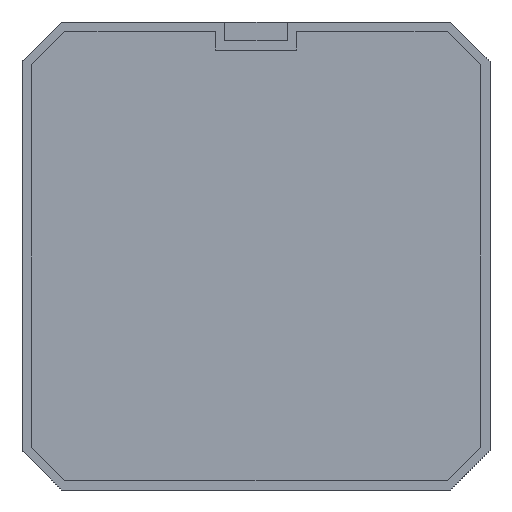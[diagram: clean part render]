
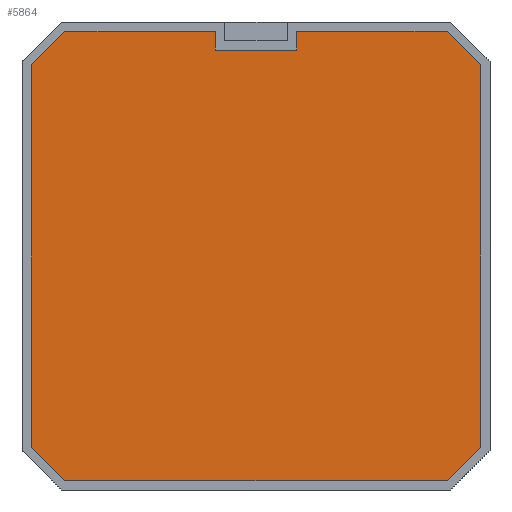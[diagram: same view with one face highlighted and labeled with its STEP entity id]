
A CAD part, front view. The second image highlights one B-rep face of the part: STEP entity #5864.
In plain terms, the highlighted planar face has unit normal (0, -1, 0).
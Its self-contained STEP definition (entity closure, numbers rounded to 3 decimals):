
#132 = VERTEX_POINT ( 'NONE', #4917 ) ;
#145 = ORIENTED_EDGE ( 'NONE', *, *, #5933, .T. ) ;
#146 = CARTESIAN_POINT ( 'NONE',  ( 7.2, -0.01, 0. ) ) ;
#236 = EDGE_CURVE ( 'NONE', #132, #8976, #1160, .T. ) ;
#377 = CARTESIAN_POINT ( 'NONE',  ( -1.3, -0.01, 6.6 ) ) ;
#443 = EDGE_CURVE ( 'NONE', #10494, #8899, #1801, .T. ) ;
#597 = ORIENTED_EDGE ( 'NONE', *, *, #9396, .T. ) ;
#609 = EDGE_CURVE ( 'NONE', #8899, #3851, #4378, .T. ) ;
#738 = VERTEX_POINT ( 'NONE', #3060 ) ;
#744 = DIRECTION ( 'NONE',  ( 0., 0., -1. ) ) ;
#1160 = LINE ( 'NONE', #10558, #9069 ) ;
#1172 = ORIENTED_EDGE ( 'NONE', *, *, #443, .T. ) ;
#1302 = CARTESIAN_POINT ( 'NONE',  ( 0., -0.01, 7.2 ) ) ;
#1323 = EDGE_LOOP ( 'NONE', ( #3788, #597, #145, #2657, #3315, #8922, #4968, #2249, #7149, #8390, #3055, #1172 ) ) ;
#1337 = EDGE_CURVE ( 'NONE', #1595, #9045, #10634, .T. ) ;
#1595 = VERTEX_POINT ( 'NONE', #9878 ) ;
#1732 = CARTESIAN_POINT ( 'NONE',  ( -6.126, -0.01, -7.2 ) ) ;
#1801 = LINE ( 'NONE', #8179, #6844 ) ;
#1842 = CARTESIAN_POINT ( 'NONE',  ( -6.126, -0.01, 7.2 ) ) ;
#2034 = CARTESIAN_POINT ( 'NONE',  ( -7.2, -0.01, 6.126 ) ) ;
#2064 = LINE ( 'NONE', #5521, #8032 ) ;
#2080 = AXIS2_PLACEMENT_3D ( 'NONE', #4052, #3956, #744 ) ;
#2249 = ORIENTED_EDGE ( 'NONE', *, *, #6697, .T. ) ;
#2379 = VERTEX_POINT ( 'NONE', #2034 ) ;
#2657 = ORIENTED_EDGE ( 'NONE', *, *, #1337, .T. ) ;
#2694 = CARTESIAN_POINT ( 'NONE',  ( 7.2, -0.01, 6.126 ) ) ;
#2721 = CARTESIAN_POINT ( 'NONE',  ( -7.2, -0.01, 0. ) ) ;
#2774 = VECTOR ( 'NONE', #8441, 1000. ) ;
#2826 = DIRECTION ( 'NONE',  ( 0., 0., -1. ) ) ;
#2937 = DIRECTION ( 'NONE',  ( -1., 0., 0. ) ) ;
#2965 = CARTESIAN_POINT ( 'NONE',  ( 6.126, -0.01, -7.2 ) ) ;
#3055 = ORIENTED_EDGE ( 'NONE', *, *, #7035, .T. ) ;
#3060 = CARTESIAN_POINT ( 'NONE',  ( -1.3, -0.01, 7.2 ) ) ;
#3315 = ORIENTED_EDGE ( 'NONE', *, *, #4232, .T. ) ;
#3329 = VECTOR ( 'NONE', #4549, 1000. ) ;
#3705 = VERTEX_POINT ( 'NONE', #2694 ) ;
#3743 = VECTOR ( 'NONE', #6980, 1000. ) ;
#3788 = ORIENTED_EDGE ( 'NONE', *, *, #609, .T. ) ;
#3851 = VERTEX_POINT ( 'NONE', #10138 ) ;
#3896 = DIRECTION ( 'NONE',  ( -0.707, 0., -0.707 ) ) ;
#3956 = DIRECTION ( 'NONE',  ( 0., -1., 0. ) ) ;
#4052 = CARTESIAN_POINT ( 'NONE',  ( 0., -0.01, 0. ) ) ;
#4107 = VECTOR ( 'NONE', #7248, 1000. ) ;
#4232 = EDGE_CURVE ( 'NONE', #9045, #132, #4327, .T. ) ;
#4327 = LINE ( 'NONE', #6948, #8758 ) ;
#4378 = LINE ( 'NONE', #2965, #3329 ) ;
#4508 = LINE ( 'NONE', #6534, #8011 ) ;
#4549 = DIRECTION ( 'NONE',  ( 0.707, 0., 0.707 ) ) ;
#4758 = CARTESIAN_POINT ( 'NONE',  ( -1.3, -0.01, 0. ) ) ;
#4808 = DIRECTION ( 'NONE',  ( -0.707, 0., 0.707 ) ) ;
#4917 = CARTESIAN_POINT ( 'NONE',  ( 1.3, -0.01, 6.6 ) ) ;
#4968 = ORIENTED_EDGE ( 'NONE', *, *, #7373, .T. ) ;
#5224 = VECTOR ( 'NONE', #9241, 1000. ) ;
#5363 = LINE ( 'NONE', #2721, #5224 ) ;
#5521 = CARTESIAN_POINT ( 'NONE',  ( -6.126, -0.01, 7.2 ) ) ;
#5624 = DIRECTION ( 'NONE',  ( 0., 0., 1. ) ) ;
#5864 = ADVANCED_FACE ( 'NONE', ( #10328 ), #7365, .T. ) ;
#5918 = VECTOR ( 'NONE', #5624, 1000. ) ;
#5933 = EDGE_CURVE ( 'NONE', #3705, #1595, #9135, .T. ) ;
#6145 = CARTESIAN_POINT ( 'NONE',  ( 1.3, -0.01, 7.2 ) ) ;
#6335 = EDGE_CURVE ( 'NONE', #9303, #2379, #2064, .T. ) ;
#6534 = CARTESIAN_POINT ( 'NONE',  ( -7.2, -0.01, -6.126 ) ) ;
#6547 = CARTESIAN_POINT ( 'NONE',  ( 6.126, -0.01, -7.2 ) ) ;
#6616 = CARTESIAN_POINT ( 'NONE',  ( -7.2, -0.01, -6.126 ) ) ;
#6655 = VECTOR ( 'NONE', #4808, 1000. ) ;
#6697 = EDGE_CURVE ( 'NONE', #738, #9303, #8542, .T. ) ;
#6844 = VECTOR ( 'NONE', #9116, 1000. ) ;
#6948 = CARTESIAN_POINT ( 'NONE',  ( 1.3, -0.01, 0. ) ) ;
#6980 = DIRECTION ( 'NONE',  ( -1., 0., 0. ) ) ;
#7035 = EDGE_CURVE ( 'NONE', #8780, #10494, #4508, .T. ) ;
#7149 = ORIENTED_EDGE ( 'NONE', *, *, #6335, .T. ) ;
#7248 = DIRECTION ( 'NONE',  ( -1., 0., 0. ) ) ;
#7365 = PLANE ( 'NONE',  #2080 ) ;
#7373 = EDGE_CURVE ( 'NONE', #8976, #738, #9951, .T. ) ;
#8011 = VECTOR ( 'NONE', #9925, 1000. ) ;
#8032 = VECTOR ( 'NONE', #3896, 1000. ) ;
#8089 = CARTESIAN_POINT ( 'NONE',  ( 0., -0.01, 7.2 ) ) ;
#8179 = CARTESIAN_POINT ( 'NONE',  ( 0., -0.01, -7.2 ) ) ;
#8390 = ORIENTED_EDGE ( 'NONE', *, *, #9955, .T. ) ;
#8441 = DIRECTION ( 'NONE',  ( 0., 0., 1. ) ) ;
#8542 = LINE ( 'NONE', #8089, #4107 ) ;
#8758 = VECTOR ( 'NONE', #2826, 1000. ) ;
#8780 = VERTEX_POINT ( 'NONE', #6616 ) ;
#8899 = VERTEX_POINT ( 'NONE', #6547 ) ;
#8922 = ORIENTED_EDGE ( 'NONE', *, *, #236, .T. ) ;
#8976 = VERTEX_POINT ( 'NONE', #377 ) ;
#9008 = LINE ( 'NONE', #146, #2774 ) ;
#9045 = VERTEX_POINT ( 'NONE', #6145 ) ;
#9069 = VECTOR ( 'NONE', #2937, 1000. ) ;
#9116 = DIRECTION ( 'NONE',  ( 1., 0., 0. ) ) ;
#9135 = LINE ( 'NONE', #9215, #6655 ) ;
#9215 = CARTESIAN_POINT ( 'NONE',  ( 7.2, -0.01, 6.126 ) ) ;
#9241 = DIRECTION ( 'NONE',  ( 0., 0., -1. ) ) ;
#9303 = VERTEX_POINT ( 'NONE', #1842 ) ;
#9396 = EDGE_CURVE ( 'NONE', #3851, #3705, #9008, .T. ) ;
#9878 = CARTESIAN_POINT ( 'NONE',  ( 6.126, -0.01, 7.2 ) ) ;
#9925 = DIRECTION ( 'NONE',  ( 0.707, 0., -0.707 ) ) ;
#9951 = LINE ( 'NONE', #4758, #5918 ) ;
#9955 = EDGE_CURVE ( 'NONE', #2379, #8780, #5363, .T. ) ;
#10138 = CARTESIAN_POINT ( 'NONE',  ( 7.2, -0.01, -6.126 ) ) ;
#10328 = FACE_OUTER_BOUND ( 'NONE', #1323, .T. ) ;
#10494 = VERTEX_POINT ( 'NONE', #1732 ) ;
#10558 = CARTESIAN_POINT ( 'NONE',  ( 0., -0.01, 6.6 ) ) ;
#10634 = LINE ( 'NONE', #1302, #3743 ) ;
